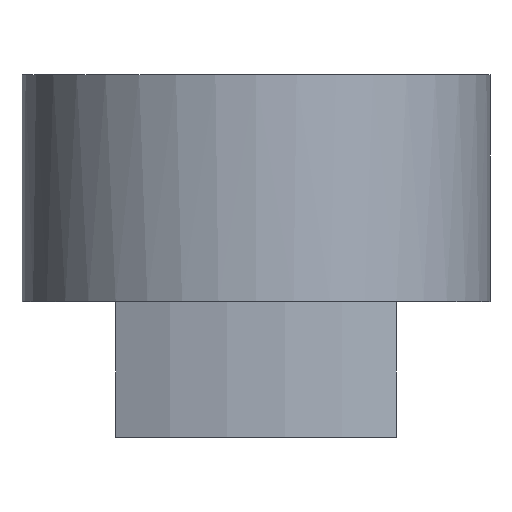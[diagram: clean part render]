
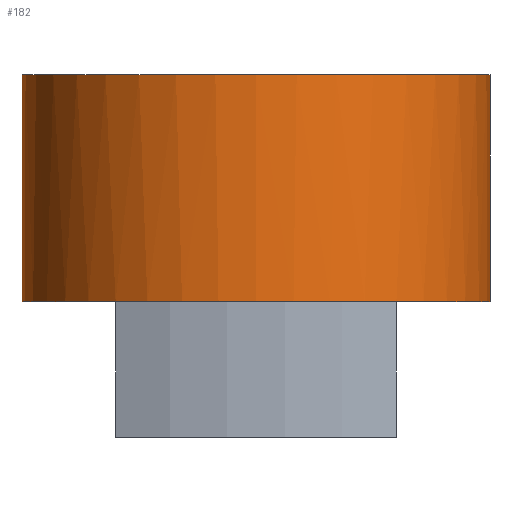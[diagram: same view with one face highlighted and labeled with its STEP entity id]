
A CAD part, front view. The second image highlights one B-rep face of the part: STEP entity #182.
In plain terms, the highlighted cylindrical face has radius 10 mm (diameter 20 mm), a partial arc.
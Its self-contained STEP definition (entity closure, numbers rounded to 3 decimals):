
#152=EDGE_CURVE('',#170,#238,#356,.T.);
#170=VERTEX_POINT('',#375);
#182=ADVANCED_FACE('',(#388),#389,.T.);
#194=EDGE_CURVE('',#226,#224,#402,.T.);
#210=EDGE_CURVE('',#224,#170,#418,.T.);
#224=VERTEX_POINT('',#432);
#226=VERTEX_POINT('',#434);
#238=VERTEX_POINT('',#447);
#248=EDGE_CURVE('',#262,#238,#459,.T.);
#262=VERTEX_POINT('',#475);
#266=EDGE_CURVE('',#262,#274,#479,.T.);
#274=VERTEX_POINT('',#488);
#278=EDGE_CURVE('',#274,#226,#492,.T.);
#356=LINE('',#572,#573);
#375=CARTESIAN_POINT('',(-10.0,0.,0.));
#388=FACE_OUTER_BOUND('',#614,.T.);
#389=CYLINDRICAL_SURFACE('',#615,10.0);
#402=CIRCLE('',#636,10.0);
#418=CIRCLE('',#661,10.0);
#432=CARTESIAN_POINT('',(-6.,-8.,0.));
#434=CARTESIAN_POINT('',(6.,-8.,0.));
#447=CARTESIAN_POINT('',(-10.0,0.,9.7));
#459=CIRCLE('',#709,10.0);
#475=CARTESIAN_POINT('',(10.,0.,9.7));
#479=LINE('',#734,#735);
#488=CARTESIAN_POINT('',(10.,0.,0.));
#492=CIRCLE('',#753,10.0);
#572=CARTESIAN_POINT('',(-10.0,0.,4.85));
#573=VECTOR('',#850,1.0);
#614=EDGE_LOOP('',(#879,#880,#881,#882,#883,#884));
#615=AXIS2_PLACEMENT_3D('',#885,#886,#887);
#636=AXIS2_PLACEMENT_3D('',#902,#903,#904);
#661=AXIS2_PLACEMENT_3D('',#914,#915,#916);
#709=AXIS2_PLACEMENT_3D('',#960,#961,#962);
#734=CARTESIAN_POINT('',(10.,0.,4.85));
#735=VECTOR('',#988,1.0);
#753=AXIS2_PLACEMENT_3D('',#1004,#1005,#1006);
#850=DIRECTION('',(-0.0,-0.0,1.0));
#879=ORIENTED_EDGE('',*,*,#266,.F.);
#880=ORIENTED_EDGE('',*,*,#248,.T.);
#881=ORIENTED_EDGE('',*,*,#152,.F.);
#882=ORIENTED_EDGE('',*,*,#210,.F.);
#883=ORIENTED_EDGE('',*,*,#194,.F.);
#884=ORIENTED_EDGE('',*,*,#278,.F.);
#885=CARTESIAN_POINT('',(0.,0.,4.85));
#886=DIRECTION('',(-0.0,-0.0,1.0));
#887=DIRECTION('',(1.0,0.,0.0));
#902=CARTESIAN_POINT('',(0.,0.,0.));
#903=DIRECTION('',(0.0,0.0,-1.0));
#904=DIRECTION('',(1.0,0.,0.0));
#914=CARTESIAN_POINT('',(0.,0.,0.));
#915=DIRECTION('',(0.0,0.0,-1.0));
#916=DIRECTION('',(1.0,0.,0.0));
#960=CARTESIAN_POINT('',(0.,0.,9.7));
#961=DIRECTION('',(0.0,0.0,-1.0));
#962=DIRECTION('',(1.0,0.,0.0));
#988=DIRECTION('',(0.0,0.0,-1.0));
#1004=CARTESIAN_POINT('',(0.,0.,0.));
#1005=DIRECTION('',(0.0,0.0,-1.0));
#1006=DIRECTION('',(1.0,0.,0.0));
